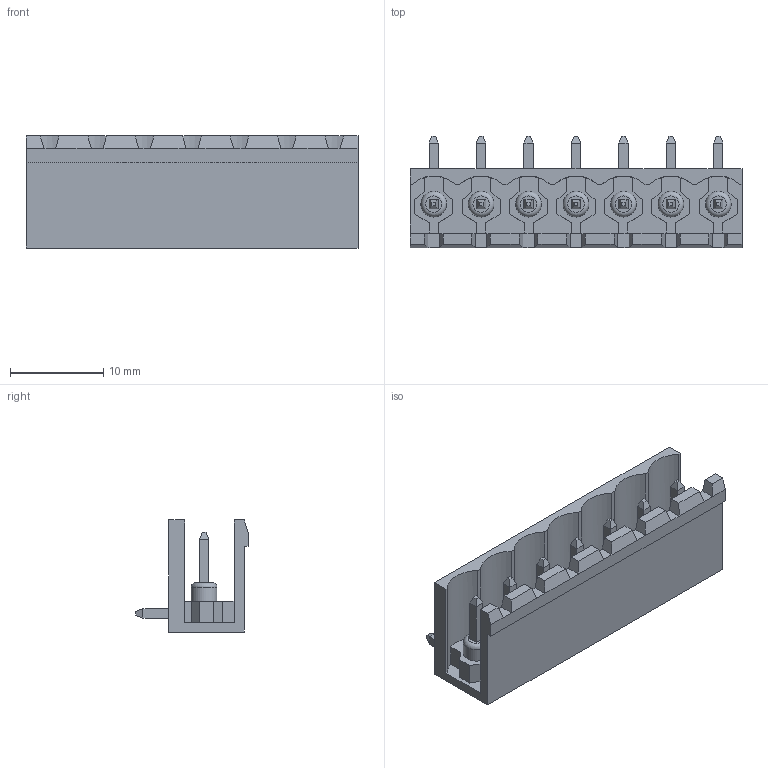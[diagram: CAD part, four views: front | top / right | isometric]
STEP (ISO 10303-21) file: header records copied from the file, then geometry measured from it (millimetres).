
FILE_DESCRIPTION( ( 'Unknown' ), '1' );
FILE_NAME( '691312510007.stp', 'Unknown', ( 'Unknown' ), ( 'Unknown' ), 'PSStep 18.0.17', 'Unknown', ' ' );
FILE_SCHEMA( ( 'AUTOMOTIVE_DESIGN { 1 0 10303 214 1 1 1 1 }' ) );
Length unit declared in the file: millimetre
Products named in the file (3): Assem1; 6913125100xx_PIN; 691312510007
Assembly tree (8 placements, depth 2):
  Assem1
    6913125100xx_PIN  x7
    691312510007
Bounding box: 35.56 x 12 x 12 mm (x, y, z)
Volume: 1407.8 mm3; surface area: 3253.3 mm2
Topology: 8 solids, 8 shells, 365 faces, 977 edges, 628 vertices
Faces by surface type: plane 337, cylinder 21, torus 7
Full cylindrical faces by diameter (mm): 2.75 x7
Entity records: 10545 total; most frequent: CARTESIAN_POINT 1495, ORIENTED_EDGE 1468, DIRECTION 1329, EDGE_CURVE 734, LINE 683, VECTOR 683, VERTEX_POINT 489, AXIS2_PLACEMENT_3D 323
